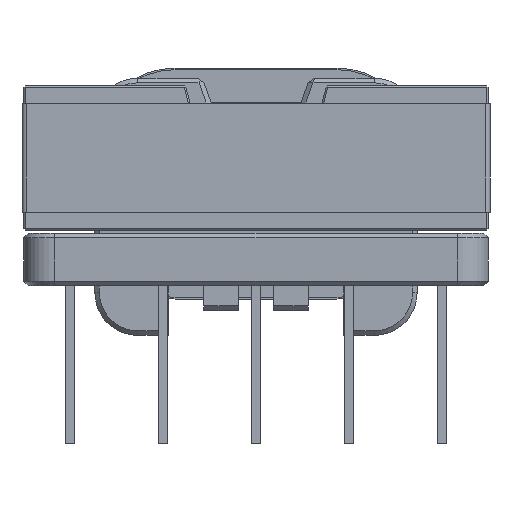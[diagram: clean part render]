
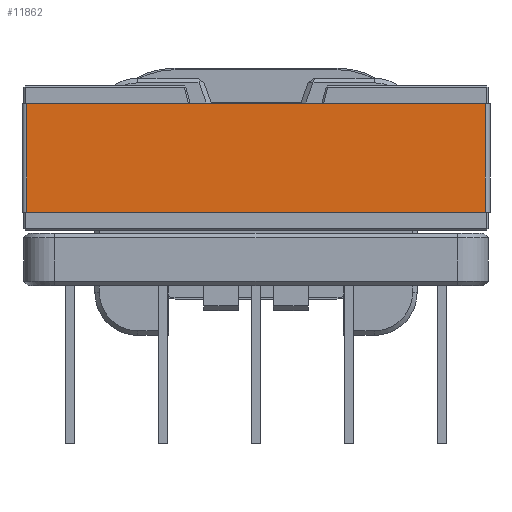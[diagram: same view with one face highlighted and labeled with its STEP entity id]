
A CAD part, left-side view. The second image highlights one B-rep face of the part: STEP entity #11862.
In plain terms, the highlighted planar face has unit normal (-1, 0, 0).
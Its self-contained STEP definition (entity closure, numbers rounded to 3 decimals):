
#878=FACE_OUTER_BOUND('',#1547,.T.);
#1547=EDGE_LOOP('',(#10001,#10002,#10003,#10004));
#2980=LINE('',#18734,#4416);
#2984=LINE('',#18744,#4420);
#2985=LINE('',#18748,#4421);
#2986=LINE('',#18749,#4422);
#4416=VECTOR('',#15561,14.8);
#4420=VECTOR('',#15571,3.488);
#4421=VECTOR('',#15576,3.488);
#4422=VECTOR('',#15577,14.8);
#5381=VERTEX_POINT('',#18731);
#5382=VERTEX_POINT('',#18733);
#5385=VERTEX_POINT('',#18743);
#5386=VERTEX_POINT('',#18747);
#6935=EDGE_CURVE('',#5381,#5382,#2980,.T.);
#6940=EDGE_CURVE('',#5382,#5385,#2984,.T.);
#6942=EDGE_CURVE('',#5381,#5386,#2985,.T.);
#6943=EDGE_CURVE('',#5385,#5386,#2986,.T.);
#10001=ORIENTED_EDGE('',*,*,#6935,.F.);
#10002=ORIENTED_EDGE('',*,*,#6942,.T.);
#10003=ORIENTED_EDGE('',*,*,#6943,.F.);
#10004=ORIENTED_EDGE('',*,*,#6940,.F.);
#10637=PLANE('',#12628);
#11862=ADVANCED_FACE('',(#878),#10637,.T.);
#12628=AXIS2_PLACEMENT_3D('',#18746,#15574,#15575);
#15561=DIRECTION('',(0.,1.,0.));
#15571=DIRECTION('',(0.,0.,1.));
#15574=DIRECTION('center_axis',(-1.,0.,0.));
#15575=DIRECTION('ref_axis',(0.,-1.,0.));
#15576=DIRECTION('',(0.,0.,1.));
#15577=DIRECTION('',(0.,-1.,0.));
#18731=CARTESIAN_POINT('',(-7.55,-7.4,3.981));
#18733=CARTESIAN_POINT('',(-7.55,7.4,3.981));
#18734=CARTESIAN_POINT('',(-7.55,-7.4,3.981));
#18743=CARTESIAN_POINT('',(-7.55,7.4,7.469));
#18744=CARTESIAN_POINT('',(-7.55,7.4,3.981));
#18746=CARTESIAN_POINT('Origin',(-7.55,7.4,3.981));
#18747=CARTESIAN_POINT('',(-7.55,-7.4,7.469));
#18748=CARTESIAN_POINT('',(-7.55,-7.4,3.981));
#18749=CARTESIAN_POINT('',(-7.55,-7.4,7.469));
